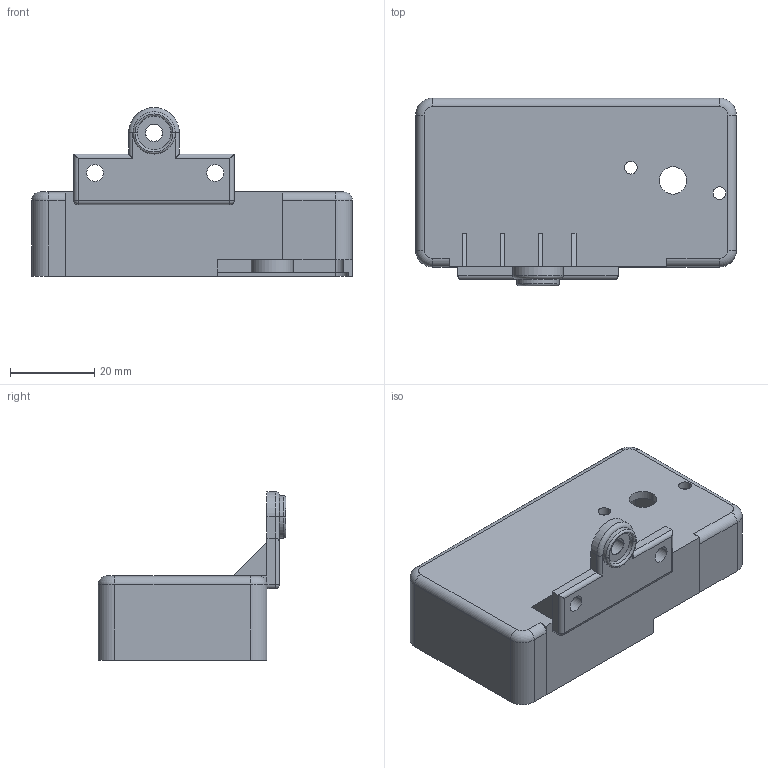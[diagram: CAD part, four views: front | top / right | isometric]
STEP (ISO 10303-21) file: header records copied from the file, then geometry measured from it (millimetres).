
FILE_DESCRIPTION(('CATIA V5 STEP Exchange'),'2;1');
FILE_NAME('Support plastique poubelle.stp','2017-08-09T17:46:26+00:00',('none'),('none'),'CATIA Version 5 Release 21 GA (IN-10)','CATIA V5 STEP AP203','none');
FILE_SCHEMA(('CONFIG_CONTROL_DESIGN'));
Length unit declared in the file: millimetre
Products named in the file (1): Support plastique poubelle
Bounding box: 76 x 44.5 x 40 mm (x, y, z)
Volume: 16735.8 mm3; surface area: 17501.9 mm2
Topology: 1 solids, 1 shells, 148 faces, 365 edges, 230 vertices
Faces by surface type: cylinder 71, plane 60, torus 11, cone 4, sphere 2
Entity records: 4122 total; most frequent: CARTESIAN_POINT 757, ORIENTED_EDGE 726, DIRECTION 570, EDGE_CURVE 363, AXIS2_PLACEMENT_3D 263, VERTEX_POINT 230, VECTOR 198, LINE 198
